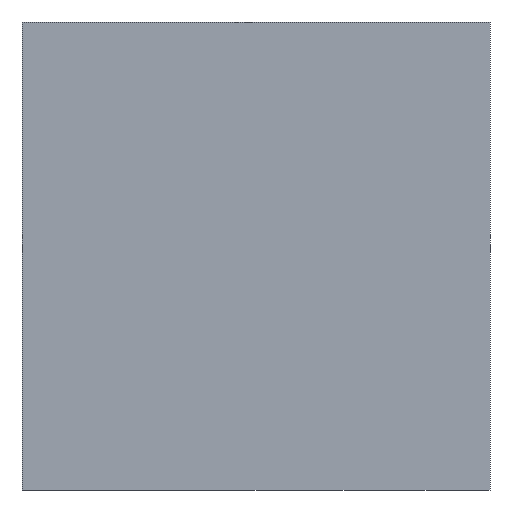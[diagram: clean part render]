
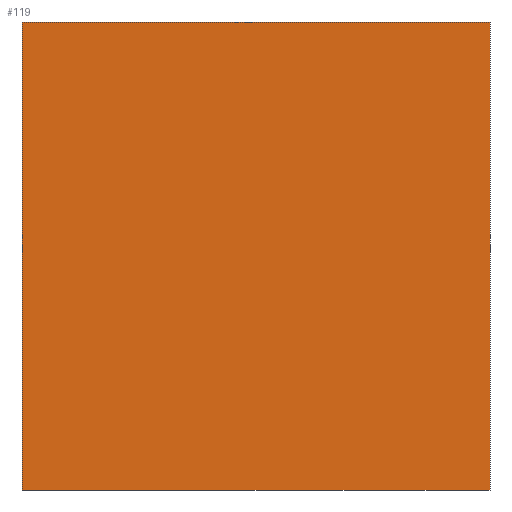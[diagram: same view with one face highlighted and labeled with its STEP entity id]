
A CAD part, left-side view. The second image highlights one B-rep face of the part: STEP entity #119.
In plain terms, the highlighted planar face has unit normal (-1, 0, 0).
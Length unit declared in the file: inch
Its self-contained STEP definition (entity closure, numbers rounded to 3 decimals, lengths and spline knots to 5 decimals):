
#24=CARTESIAN_POINT('',(0.,0.,10.));
#25=VERTEX_POINT('',#24);
#43=CARTESIAN_POINT('',(0.,10.,10.));
#44=VERTEX_POINT('',#43);
#51=CARTESIAN_POINT('',(0.,10.,10.));
#52=DIRECTION('',(0.,-1.,0.));
#53=VECTOR('',#52,1.);
#54=LINE('',#51,#53);
#55=EDGE_CURVE('',#44,#25,#54,.T.);
#65=CARTESIAN_POINT('',(0.,0.,0.));
#66=VERTEX_POINT('',#65);
#82=CARTESIAN_POINT('',(0.,0.,0.));
#83=DIRECTION('',(0.,0.,1.));
#84=VECTOR('',#83,1.);
#85=LINE('',#82,#84);
#86=EDGE_CURVE('',#66,#25,#85,.T.);
#96=CARTESIAN_POINT('',(0.,10.,0.));
#97=VERTEX_POINT('',#96);
#98=CARTESIAN_POINT('',(0.,10.,0.));
#99=DIRECTION('',(0.,-1.,0.));
#100=VECTOR('',#99,1.);
#101=LINE('',#98,#100);
#102=EDGE_CURVE('',#97,#66,#101,.T.);
#103=ORIENTED_EDGE('',*,*,#102,.T.);
#104=ORIENTED_EDGE('',*,*,#86,.T.);
#105=ORIENTED_EDGE('',*,*,#55,.F.);
#106=CARTESIAN_POINT('',(0.,10.,0.));
#107=DIRECTION('',(0.,0.,1.));
#108=VECTOR('',#107,1.);
#109=LINE('',#106,#108);
#110=EDGE_CURVE('',#97,#44,#109,.T.);
#111=ORIENTED_EDGE('',*,*,#110,.F.);
#112=EDGE_LOOP('',(#103,#104,#105,#111));
#113=FACE_OUTER_BOUND('',#112,.T.);
#114=CARTESIAN_POINT('',(0.,10.,0.));
#115=DIRECTION('',(-1.,0.,0.));
#116=DIRECTION('',(0.,1.,0.));
#117=AXIS2_PLACEMENT_3D('',#114,#115,#116);
#118=PLANE('',#117);
#119=ADVANCED_FACE('',(#113),#118,.T.);
